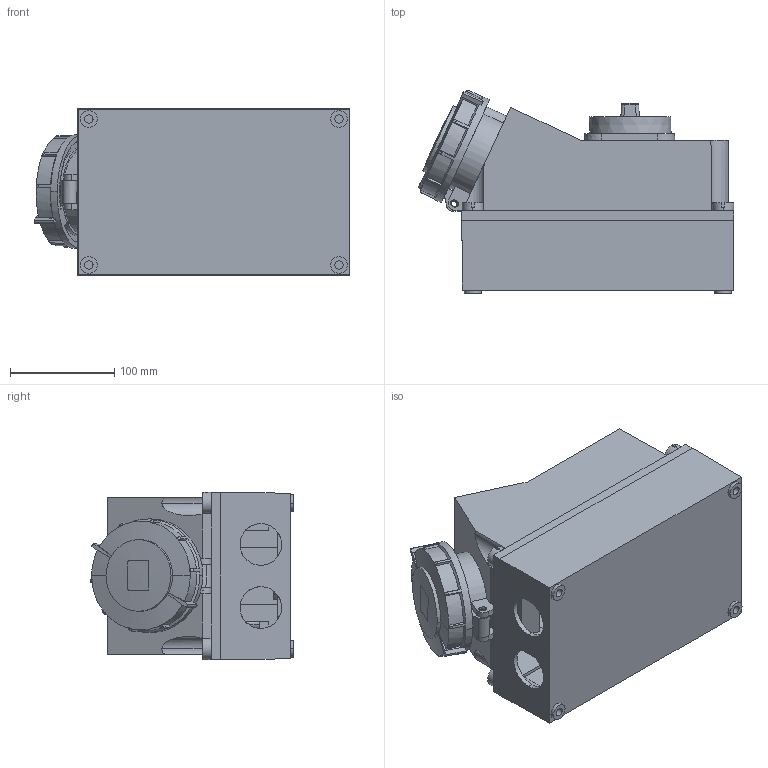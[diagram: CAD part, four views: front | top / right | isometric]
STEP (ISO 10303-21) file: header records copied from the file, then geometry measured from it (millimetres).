
FILE_DESCRIPTION (( 'STEP AP214' ), '1' );
FILE_NAME ('PSR12-063-4-5-67 Ðîçåòêà ñ ìåõ. áëîê. ÑÑÈ-834 63À-6÷ 380Â 3P+PE IP67 IEK.STEP', '2025-01-23T13:15:43', ( '' ), ( '' ), 'SwSTEP 2.0', 'SolidWorks 2022', '' );
FILE_SCHEMA (( 'AUTOMOTIVE_DESIGN' ));
Length unit declared in the file: millimetre
Products named in the file (1): PSR12-063-4-5-67 Розетка с мех. блок. ССИ-834 63А-6ч 380В 3P+PE IP67 IEK
Bounding box: 303.02 x 194.58 x 160.4 mm (x, y, z)
Volume: 1969157.3 mm3; surface area: 594263.8 mm2
Topology: 3 solids, 7 shells, 821 faces, 2217 edges, 1484 vertices
Faces by surface type: plane 433, cylinder 232, cone 74, bspline 63, torus 14, sphere 5
Entity records: 33549 total; most frequent: CARTESIAN_POINT 13338, ORIENTED_EDGE 4424, DIRECTION 3865, EDGE_CURVE 2212, VERTEX_POINT 1481, AXIS2_PLACEMENT_3D 1354, LINE 1157, VECTOR 1157
